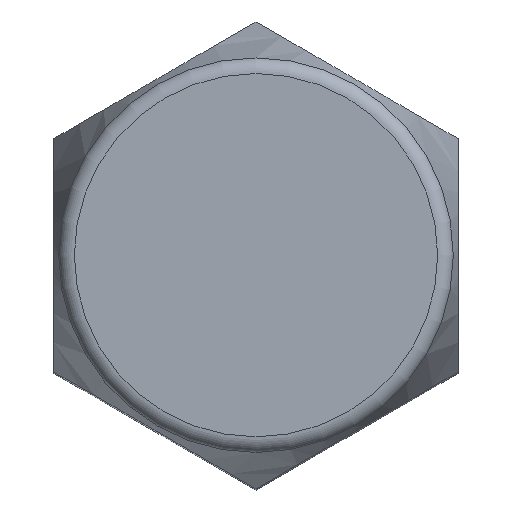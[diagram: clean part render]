
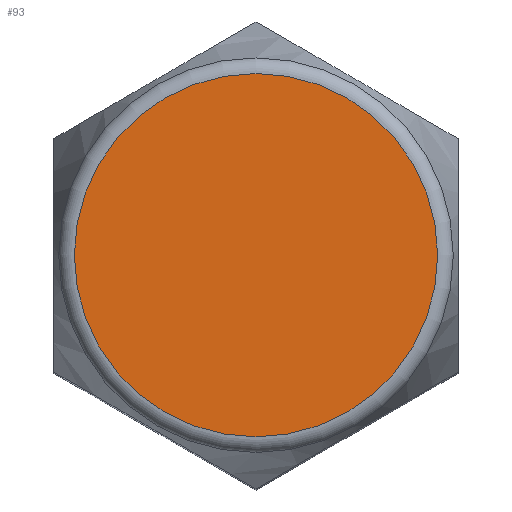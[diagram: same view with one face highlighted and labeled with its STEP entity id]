
A CAD part, top view. The second image highlights one B-rep face of the part: STEP entity #93.
In plain terms, the highlighted planar face has unit normal (0, 0, 1).
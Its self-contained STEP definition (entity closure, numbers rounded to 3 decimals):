
#93 = ADVANCED_FACE( '', ( #136 ), #137, .T. );
#136 = FACE_OUTER_BOUND( '', #179, .T. );
#137 = PLANE( '', #180 );
#179 = EDGE_LOOP( '', ( #304 ) );
#180 = AXIS2_PLACEMENT_3D( '', #305, #306, #307 );
#304 = ORIENTED_EDGE( '', *, *, #313, .T. );
#305 = CARTESIAN_POINT( '', ( 0., 17.321, 60. ) );
#306 = DIRECTION( '', ( 0., 0., 1. ) );
#307 = DIRECTION( '', ( 1., 0., 0. ) );
#313 = EDGE_CURVE( '', #353, #353, #354, .T. );
#353 = VERTEX_POINT( '', #460 );
#354 = CIRCLE( '', #461, 13.479 );
#460 = CARTESIAN_POINT( '', ( 13.479, 0., 60. ) );
#461 = AXIS2_PLACEMENT_3D( '', #745, #746, #747 );
#745 = CARTESIAN_POINT( '', ( 0., 0., 60. ) );
#746 = DIRECTION( '', ( 0., 0., 1. ) );
#747 = DIRECTION( '', ( 1., 0., 0. ) );
